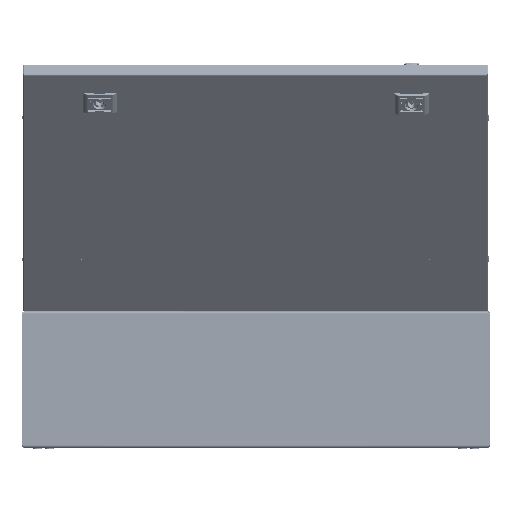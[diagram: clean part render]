
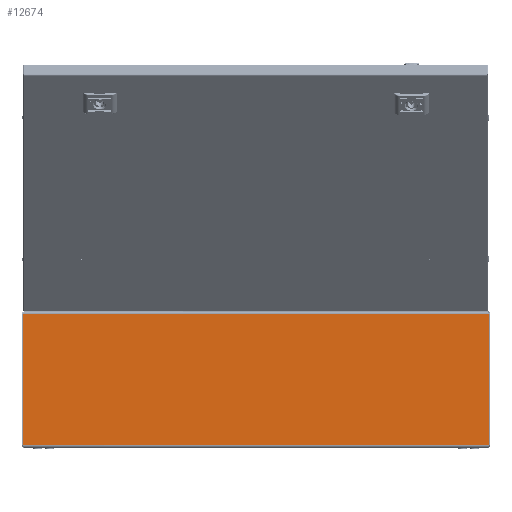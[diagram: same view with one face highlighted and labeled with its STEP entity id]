
A CAD part, front view. The second image highlights one B-rep face of the part: STEP entity #12674.
In plain terms, the highlighted planar face has unit normal (0, -1, 0).
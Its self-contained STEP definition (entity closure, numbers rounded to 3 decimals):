
#4744 = LINE ( 'NONE', #4786, #98535 ) ;
#4764 = LINE ( 'NONE', #4767, #98539 ) ;
#4767 = CARTESIAN_POINT ( 'NONE',  ( -298.5, -200., 1.5 ) ) ;
#4769 = DIRECTION ( 'NONE',  ( -1., 0., 0. ) ) ;
#4778 = LINE ( 'NONE', #4782, #98538 ) ;
#4782 = CARTESIAN_POINT ( 'NONE',  ( 297.793, -200., 170.5 ) ) ;
#4784 = DIRECTION ( 'NONE',  ( -1., 0., 0. ) ) ;
#4786 = CARTESIAN_POINT ( 'NONE',  ( -298.4, -200., 1.5 ) ) ;
#4790 = DIRECTION ( 'NONE',  ( 0., 0., 1. ) ) ;
#4792 = LINE ( 'NONE', #4795, #98542 ) ;
#4795 = CARTESIAN_POINT ( 'NONE',  ( 298.4, -200., 1.5 ) ) ;
#4797 = DIRECTION ( 'NONE',  ( 0., 0., 1. ) ) ;
#12674 = ADVANCED_FACE ( 'NONE', ( #139443 ), #139445, .F. ) ;
#59781 = CARTESIAN_POINT ( 'NONE',  ( 298.4, -200., 1.5 ) ) ;
#59787 = CARTESIAN_POINT ( 'NONE',  ( 298.4, -200., 170.5 ) ) ;
#59798 = CARTESIAN_POINT ( 'NONE',  ( -298.4, -200., 1.5 ) ) ;
#59801 = CARTESIAN_POINT ( 'NONE',  ( -298.4, -200., 170.5 ) ) ;
#65753 = ORIENTED_EDGE ( 'NONE', *, *, #122346, .T. ) ;
#65756 = ORIENTED_EDGE ( 'NONE', *, *, #122347, .F. ) ;
#65758 = ORIENTED_EDGE ( 'NONE', *, *, #122344, .F. ) ;
#65760 = ORIENTED_EDGE ( 'NONE', *, *, #122348, .T. ) ;
#98535 = VECTOR ( 'NONE', #4790, 1000. ) ;
#98538 = VECTOR ( 'NONE', #4784, 1000. ) ;
#98539 = VECTOR ( 'NONE', #4769, 1000. ) ;
#98542 = VECTOR ( 'NONE', #4797, 1000. ) ;
#122344 = EDGE_CURVE ( 'NONE', #137261, #137272, #4764, .T. ) ;
#122346 = EDGE_CURVE ( 'NONE', #137264, #137273, #4778, .T. ) ;
#122347 = EDGE_CURVE ( 'NONE', #137272, #137273, #4744, .T. ) ;
#122348 = EDGE_CURVE ( 'NONE', #137261, #137264, #4792, .T. ) ;
#129480 = AXIS2_PLACEMENT_3D ( 'NONE', #139436, #139451, #139453 ) ;
#137261 = VERTEX_POINT ( 'NONE', #59781 ) ;
#137264 = VERTEX_POINT ( 'NONE', #59787 ) ;
#137272 = VERTEX_POINT ( 'NONE', #59798 ) ;
#137273 = VERTEX_POINT ( 'NONE', #59801 ) ;
#139436 = CARTESIAN_POINT ( 'NONE',  ( -298.5, -200., 172. ) ) ;
#139443 = FACE_OUTER_BOUND ( 'NONE', #148311, .T. ) ;
#139445 = PLANE ( 'NONE',  #129480 ) ;
#139451 = DIRECTION ( 'NONE',  ( 0., 1., 0. ) ) ;
#139453 = DIRECTION ( 'NONE',  ( 0., 0., 1. ) ) ;
#148311 = EDGE_LOOP ( 'NONE', ( #65753, #65756, #65758, #65760 ) ) ;
